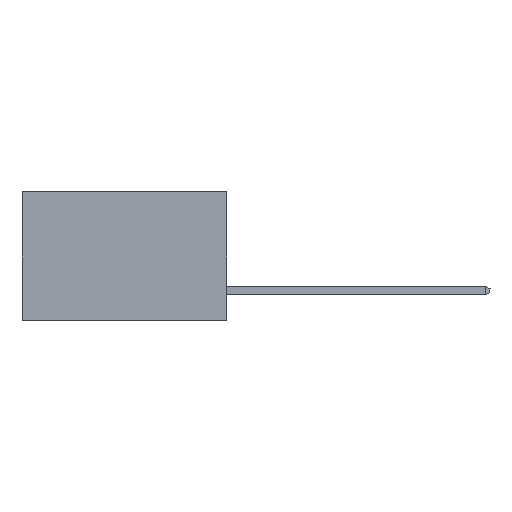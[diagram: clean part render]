
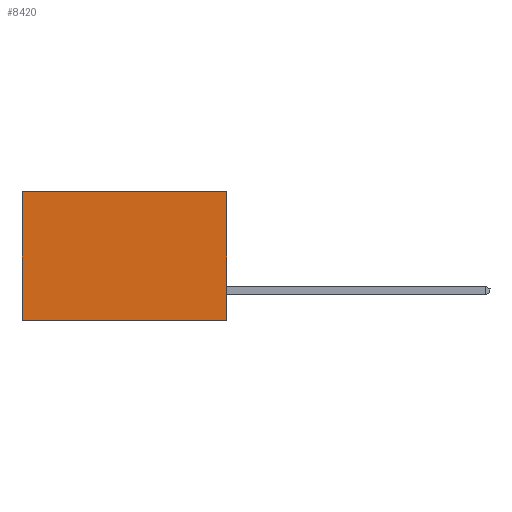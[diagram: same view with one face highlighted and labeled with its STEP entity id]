
A CAD part, left-side view. The second image highlights one B-rep face of the part: STEP entity #8420.
In plain terms, the highlighted planar face has unit normal (-1, 0, 0).
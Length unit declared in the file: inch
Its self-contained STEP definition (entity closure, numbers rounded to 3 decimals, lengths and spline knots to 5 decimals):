
#44 = CARTESIAN_POINT ( 'NONE',  ( 0.277, 0., 0. ) ) ;
#54 = LINE ( 'NONE', #3889, #3089 ) ;
#431 = VECTOR ( 'NONE', #16445, 39.37008 ) ;
#722 = CARTESIAN_POINT ( 'NONE',  ( 0.277, 0.59, -0.37 ) ) ;
#727 = LINE ( 'NONE', #12464, #10578 ) ;
#797 = EDGE_LOOP ( 'NONE', ( #4634, #5432, #12275, #15674 ) ) ;
#1054 = EDGE_CURVE ( 'NONE', #8408, #6909, #727, .T. ) ;
#2014 = EDGE_CURVE ( 'NONE', #8408, #7972, #10321, .T. ) ;
#2229 = EDGE_CURVE ( 'NONE', #7972, #12990, #54, .T. ) ;
#3089 = VECTOR ( 'NONE', #3928, 39.37008 ) ;
#3775 = DIRECTION ( 'NONE',  ( 0., 0., -1. ) ) ;
#3809 = DIRECTION ( 'NONE',  ( 1., 0., 0. ) ) ;
#3889 = CARTESIAN_POINT ( 'NONE',  ( 0.277, 0.59, -0.37 ) ) ;
#3928 = DIRECTION ( 'NONE',  ( 0., 0., -1. ) ) ;
#4074 = CARTESIAN_POINT ( 'NONE',  ( 0.277, 0., -0.37 ) ) ;
#4294 = CARTESIAN_POINT ( 'NONE',  ( 0.277, 0., -0.37 ) ) ;
#4634 = ORIENTED_EDGE ( 'NONE', *, *, #2229, .T. ) ;
#4666 = PLANE ( 'NONE',  #16597 ) ;
#5207 = DIRECTION ( 'NONE',  ( 0., 0., -1. ) ) ;
#5432 = ORIENTED_EDGE ( 'NONE', *, *, #7999, .F. ) ;
#5484 = DIRECTION ( 'NONE',  ( 0., 1., 0. ) ) ;
#6468 = CARTESIAN_POINT ( 'NONE',  ( 0.277, 0.59, 0. ) ) ;
#6909 = VERTEX_POINT ( 'NONE', #4074 ) ;
#7972 = VERTEX_POINT ( 'NONE', #6468 ) ;
#7990 = CARTESIAN_POINT ( 'NONE',  ( 0.277, 0., 0. ) ) ;
#7999 = EDGE_CURVE ( 'NONE', #6909, #12990, #10668, .T. ) ;
#8405 = CARTESIAN_POINT ( 'NONE',  ( 0.277, 0., -0.37 ) ) ;
#8408 = VERTEX_POINT ( 'NONE', #7990 ) ;
#8420 = ADVANCED_FACE ( 'NONE', ( #14092 ), #4666, .F. ) ;
#10321 = LINE ( 'NONE', #44, #431 ) ;
#10578 = VECTOR ( 'NONE', #5207, 39.37008 ) ;
#10668 = LINE ( 'NONE', #8405, #15289 ) ;
#12275 = ORIENTED_EDGE ( 'NONE', *, *, #1054, .F. ) ;
#12464 = CARTESIAN_POINT ( 'NONE',  ( 0.277, 0., -0.37 ) ) ;
#12990 = VERTEX_POINT ( 'NONE', #722 ) ;
#14092 = FACE_OUTER_BOUND ( 'NONE', #797, .T. ) ;
#15289 = VECTOR ( 'NONE', #5484, 39.37008 ) ;
#15674 = ORIENTED_EDGE ( 'NONE', *, *, #2014, .T. ) ;
#16445 = DIRECTION ( 'NONE',  ( 0., 1., 0. ) ) ;
#16597 = AXIS2_PLACEMENT_3D ( 'NONE', #4294, #3809, #3775 ) ;
